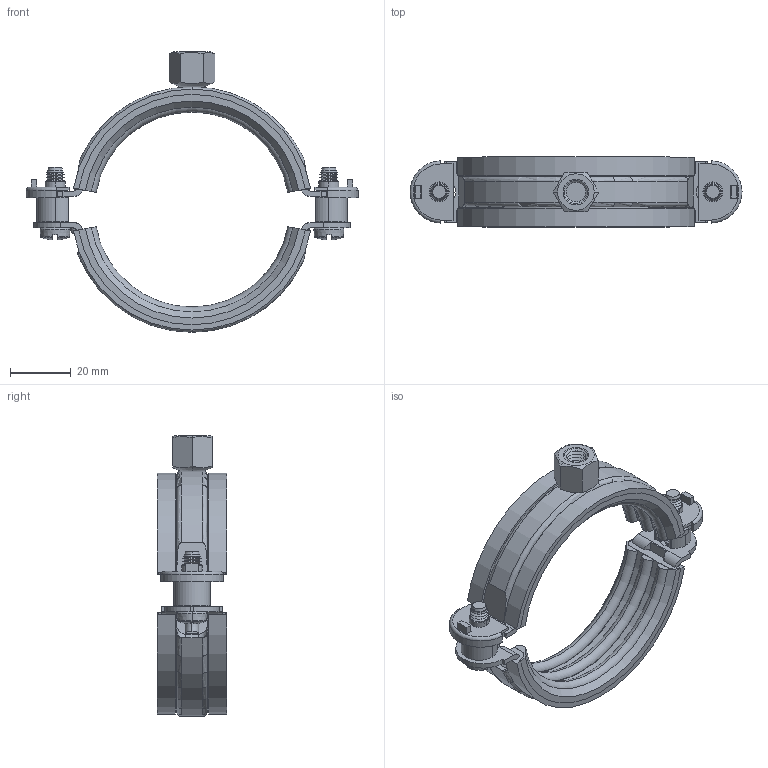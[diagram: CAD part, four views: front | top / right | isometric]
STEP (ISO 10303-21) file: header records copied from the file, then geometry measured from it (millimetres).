
FILE_DESCRIPTION((''),'2;1');
FILE_NAME('25372.stp','2007-07-19T15:54:59',(''),(''),'Mechanical Desktop.R8.0.24.0','Mechanical Desktop.R8.0.24.0',', , ');
FILE_SCHEMA(('CONFIG_CONTROL_DESIGN'));
Length unit declared in the file: millimetre
Products named in the file (21): 25372; GEWINDETEIL; OBERTEIL; GEWINDEPLATTEM6X20; HUTMUTTER8; KUNSTSTOFFTEIL SCHWARZ; TEIL1; DGL GRUNDKÖRPER; ~TEIL1; DGL GRUNDKÖRPER OT; ~~TEIL1; FADEN AUßEN; ~~~TEIL1; FADEN MITTE; ~~~~TEIL1; ~FADEN MITTE; ~~~~~TEIL1; M6X20; M6X20$0$AVE_RENDER; M6X20$0$AVE_GLOBAL; RM_SDB
Assembly tree (35 placements, depth 3):
  25372
    GEWINDETEIL
    OBERTEIL
    GEWINDEPLATTEM6X20  x2
    HUTMUTTER8
    KUNSTSTOFFTEIL SCHWARZ  x2
      TEIL1
    DGL GRUNDKÖRPER
      ~TEIL1
    DGL GRUNDKÖRPER OT
      ~~TEIL1
    FADEN AUßEN  x4
      ~~~TEIL1
    FADEN MITTE
      ~~~~TEIL1
    ~FADEN MITTE
      ~~~~~TEIL1
    M6X20  x2
      M6X20$0$AVE_RENDER
      M6X20$0$AVE_GLOBAL
    RM_SDB  x3
Bounding box: 109.5 x 23 x 92.57 mm (x, y, z)
Volume: 35087.3 mm3; surface area: 44598.4 mm2
Topology: 17 solids, 17 shells, 614 faces, 1519 edges, 943 vertices
Faces by surface type: plane 211, cone 206, cylinder 137, torus 42, bspline 18
Entity records: 14025 total; most frequent: CARTESIAN_POINT 3297, DIRECTION 2291, ORIENTED_EDGE 2130, EDGE_CURVE 1065, AXIS2_PLACEMENT_3D 864, VERTEX_POINT 668, VECTOR 563, LINE 563
